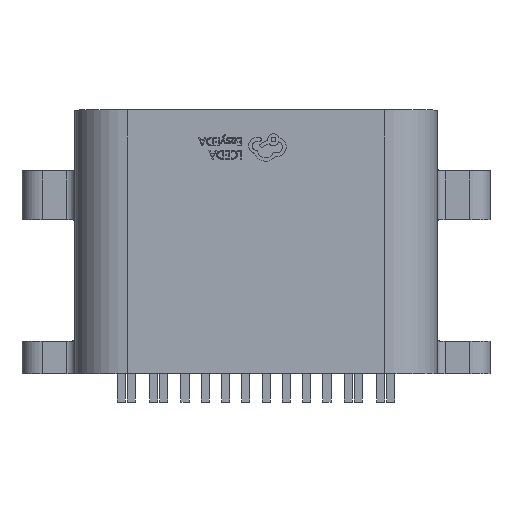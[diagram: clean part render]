
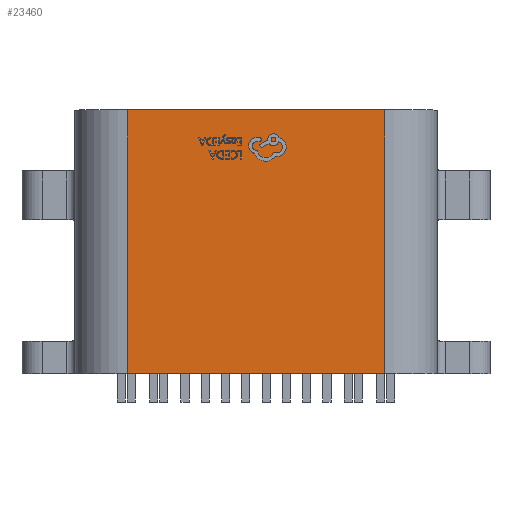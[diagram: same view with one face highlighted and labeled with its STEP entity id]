
A CAD part, top view. The second image highlights one B-rep face of the part: STEP entity #23460.
In plain terms, the highlighted planar face has unit normal (0, 0, 1).
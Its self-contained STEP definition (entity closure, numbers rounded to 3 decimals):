
#1100 = DIRECTION ( 'NONE',  ( 0., -1., 0. ) ) ;
#1401 = CARTESIAN_POINT ( 'NONE',  ( -3.17, 2.1, 3.31 ) ) ;
#2589 = CARTESIAN_POINT ( 'NONE',  ( 0., 0., 3.31 ) ) ;
#3488 = DIRECTION ( 'NONE',  ( -1., 0., 0. ) ) ;
#3761 = VERTEX_POINT ( 'NONE', #25780 ) ;
#3949 = LINE ( 'NONE', #17702, #29631 ) ;
#4125 = DIRECTION ( 'NONE',  ( 0., -1., 0. ) ) ;
#6416 = PLANE ( 'NONE',  #24300 ) ;
#6608 = ORIENTED_EDGE ( 'NONE', *, *, #14375, .T. ) ;
#7306 = ORIENTED_EDGE ( 'NONE', *, *, #19904, .F. ) ;
#9930 = LINE ( 'NONE', #19249, #15968 ) ;
#11211 = VERTEX_POINT ( 'NONE', #23617 ) ;
#11310 = CARTESIAN_POINT ( 'NONE',  ( 3.17, -4.4, 3.31 ) ) ;
#11747 = ORIENTED_EDGE ( 'NONE', *, *, #20170, .T. ) ;
#13806 = ORIENTED_EDGE ( 'NONE', *, *, #23346, .T. ) ;
#14375 = EDGE_CURVE ( 'NONE', #16742, #21041, #9930, .T. ) ;
#15968 = VECTOR ( 'NONE', #26079, 1000. ) ;
#16032 = VECTOR ( 'NONE', #4125, 1000. ) ;
#16177 = LINE ( 'NONE', #20894, #16032 ) ;
#16615 = DIRECTION ( 'NONE',  ( -1., 0., 0. ) ) ;
#16742 = VERTEX_POINT ( 'NONE', #27562 ) ;
#17667 = EDGE_LOOP ( 'NONE', ( #7306, #13806, #11747, #6608 ) ) ;
#17702 = CARTESIAN_POINT ( 'NONE',  ( -4.47, 2.1, 3.31 ) ) ;
#17995 = FACE_OUTER_BOUND ( 'NONE', #17667, .T. ) ;
#19249 = CARTESIAN_POINT ( 'NONE',  ( -4.47, -4.4, 3.31 ) ) ;
#19904 = EDGE_CURVE ( 'NONE', #11211, #21041, #16177, .T. ) ;
#20170 = EDGE_CURVE ( 'NONE', #3761, #16742, #20185, .T. ) ;
#20185 = LINE ( 'NONE', #1401, #23813 ) ;
#20894 = CARTESIAN_POINT ( 'NONE',  ( 3.17, 2.1, 3.31 ) ) ;
#21041 = VERTEX_POINT ( 'NONE', #11310 ) ;
#23346 = EDGE_CURVE ( 'NONE', #11211, #3761, #3949, .T. ) ;
#23460 = ADVANCED_FACE ( 'NONE', ( #17995 ), #6416, .F. ) ;
#23617 = CARTESIAN_POINT ( 'NONE',  ( 3.17, 2.1, 3.31 ) ) ;
#23813 = VECTOR ( 'NONE', #1100, 1000. ) ;
#24300 = AXIS2_PLACEMENT_3D ( 'NONE', #2589, #28161, #16615 ) ;
#25780 = CARTESIAN_POINT ( 'NONE',  ( -3.17, 2.1, 3.31 ) ) ;
#26079 = DIRECTION ( 'NONE',  ( 1., 0., 0. ) ) ;
#27562 = CARTESIAN_POINT ( 'NONE',  ( -3.17, -4.4, 3.31 ) ) ;
#28161 = DIRECTION ( 'NONE',  ( 0., 0., -1. ) ) ;
#29631 = VECTOR ( 'NONE', #3488, 1000. ) ;
